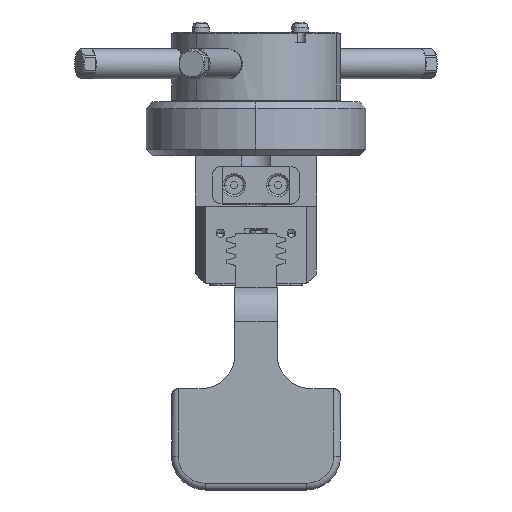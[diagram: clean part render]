
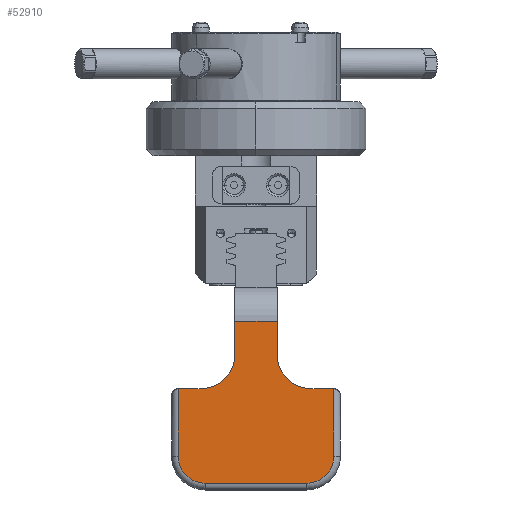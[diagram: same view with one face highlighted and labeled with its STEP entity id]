
A CAD part, left-side view. The second image highlights one B-rep face of the part: STEP entity #52910.
In plain terms, the highlighted face is planar.
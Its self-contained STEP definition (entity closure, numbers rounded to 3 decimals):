
#52140=CARTESIAN_POINT('Vertex',(121.25,6.25,50.)) ;
#52156=CARTESIAN_POINT('Vertex',(121.25,-6.25,50.)) ;
#52159=CARTESIAN_POINT('Line Origine',(121.25,0.,50.)) ;
#52564=CARTESIAN_POINT('Vertex',(121.25,6.25,40.)) ;
#52581=CARTESIAN_POINT('Line Origine',(121.25,6.25,45.)) ;
#52601=CARTESIAN_POINT('Line Origine',(121.25,-6.25,45.)) ;
#52605=CARTESIAN_POINT('Vertex',(121.25,-6.25,40.)) ;
#52687=CARTESIAN_POINT('Vertex',(121.25,-16.25,30.)) ;
#52690=CARTESIAN_POINT('Axis2P3D Location',(121.25,-16.25,40.)) ;
#52713=CARTESIAN_POINT('Vertex',(121.25,16.25,30.)) ;
#52730=CARTESIAN_POINT('Axis2P3D Location',(121.25,16.25,40.)) ;
#52844=CARTESIAN_POINT('Axis2P3D Location',(121.25,0.,60.)) ;
#52849=CARTESIAN_POINT('Line Origine',(121.25,19.625,30.)) ;
#52853=CARTESIAN_POINT('Vertex',(121.25,23.,30.)) ;
#52856=CARTESIAN_POINT('Line Origine',(121.25,-19.625,30.)) ;
#52860=CARTESIAN_POINT('Vertex',(121.25,-23.,30.)) ;
#52863=CARTESIAN_POINT('Line Origine',(121.25,-23.,20.)) ;
#52867=CARTESIAN_POINT('Vertex',(121.25,-23.,10.)) ;
#52870=CARTESIAN_POINT('Axis2P3D Location',(121.25,-15.,10.)) ;
#52874=CARTESIAN_POINT('Vertex',(121.25,-15.,2.)) ;
#52877=CARTESIAN_POINT('Line Origine',(121.25,0.,2.)) ;
#52881=CARTESIAN_POINT('Vertex',(121.25,15.,2.)) ;
#52884=CARTESIAN_POINT('Axis2P3D Location',(121.25,15.,10.)) ;
#52888=CARTESIAN_POINT('Vertex',(121.25,23.,10.)) ;
#52891=CARTESIAN_POINT('Line Origine',(121.25,23.,20.)) ;
#52160=DIRECTION('Vector Direction',(0.,1.,0.)) ;
#52582=DIRECTION('Vector Direction',(0.,0.,-1.)) ;
#52602=DIRECTION('Vector Direction',(0.,0.,-1.)) ;
#52691=DIRECTION('Axis2P3D Direction',(-1.,0.,0.)) ;
#52731=DIRECTION('Axis2P3D Direction',(-1.,0.,0.)) ;
#52845=DIRECTION('Axis2P3D Direction',(1.,0.,-0.)) ;
#52846=DIRECTION('Axis2P3D XDirection',(-0.,0.,-1.)) ;
#52850=DIRECTION('Vector Direction',(0.,-1.,0.)) ;
#52857=DIRECTION('Vector Direction',(0.,-1.,0.)) ;
#52864=DIRECTION('Vector Direction',(0.,0.,-1.)) ;
#52871=DIRECTION('Axis2P3D Direction',(1.,0.,-0.)) ;
#52878=DIRECTION('Vector Direction',(0.,-1.,0.)) ;
#52885=DIRECTION('Axis2P3D Direction',(1.,0.,-0.)) ;
#52892=DIRECTION('Vector Direction',(0.,0.,1.)) ;
#52692=AXIS2_PLACEMENT_3D('Circle Axis2P3D',#52690,#52691,$) ;
#52732=AXIS2_PLACEMENT_3D('Circle Axis2P3D',#52730,#52731,$) ;
#52847=AXIS2_PLACEMENT_3D('Plane Axis2P3D',#52844,#52845,#52846) ;
#52872=AXIS2_PLACEMENT_3D('Circle Axis2P3D',#52870,#52871,$) ;
#52886=AXIS2_PLACEMENT_3D('Circle Axis2P3D',#52884,#52885,$) ;
#52897=ORIENTED_EDGE('',*,*,#52855,.T.) ;
#52898=ORIENTED_EDGE('',*,*,#52734,.T.) ;
#52899=ORIENTED_EDGE('',*,*,#52585,.F.) ;
#52900=ORIENTED_EDGE('',*,*,#52163,.F.) ;
#52901=ORIENTED_EDGE('',*,*,#52607,.T.) ;
#52902=ORIENTED_EDGE('',*,*,#52694,.T.) ;
#52903=ORIENTED_EDGE('',*,*,#52862,.T.) ;
#52904=ORIENTED_EDGE('',*,*,#52869,.F.) ;
#52905=ORIENTED_EDGE('',*,*,#52876,.F.) ;
#52906=ORIENTED_EDGE('',*,*,#52883,.F.) ;
#52907=ORIENTED_EDGE('',*,*,#52890,.F.) ;
#52908=ORIENTED_EDGE('',*,*,#52895,.F.) ;
#52161=VECTOR('Line Direction',#52160,1.) ;
#52583=VECTOR('Line Direction',#52582,1.) ;
#52603=VECTOR('Line Direction',#52602,1.) ;
#52851=VECTOR('Line Direction',#52850,1.) ;
#52858=VECTOR('Line Direction',#52857,1.) ;
#52865=VECTOR('Line Direction',#52864,1.) ;
#52879=VECTOR('Line Direction',#52878,1.) ;
#52893=VECTOR('Line Direction',#52892,1.) ;
#52910=ADVANCED_FACE('PartBody',(#52909),#52848,.T.) ;
#52693=CIRCLE('generated circle',#52692,10.) ;
#52733=CIRCLE('generated circle',#52732,10.) ;
#52873=CIRCLE('generated circle',#52872,8.) ;
#52887=CIRCLE('generated circle',#52886,8.) ;
#52163=EDGE_CURVE('',#52157,#52141,#52162,.T.) ;
#52585=EDGE_CURVE('',#52141,#52565,#52584,.T.) ;
#52607=EDGE_CURVE('',#52157,#52606,#52604,.T.) ;
#52694=EDGE_CURVE('',#52606,#52688,#52693,.T.) ;
#52734=EDGE_CURVE('',#52714,#52565,#52733,.T.) ;
#52855=EDGE_CURVE('',#52854,#52714,#52852,.T.) ;
#52862=EDGE_CURVE('',#52688,#52861,#52859,.T.) ;
#52869=EDGE_CURVE('',#52868,#52861,#52866,.F.) ;
#52876=EDGE_CURVE('',#52875,#52868,#52873,.F.) ;
#52883=EDGE_CURVE('',#52882,#52875,#52880,.T.) ;
#52890=EDGE_CURVE('',#52889,#52882,#52887,.F.) ;
#52895=EDGE_CURVE('',#52854,#52889,#52894,.F.) ;
#52896=EDGE_LOOP('',(#52897,#52898,#52899,#52900,#52901,#52902,#52903,#52904,#52905,#52906,#52907,#52908)) ;
#52909=FACE_OUTER_BOUND('',#52896,.T.) ;
#52162=LINE('Line',#52159,#52161) ;
#52584=LINE('Line',#52581,#52583) ;
#52604=LINE('Line',#52601,#52603) ;
#52852=LINE('Line',#52849,#52851) ;
#52859=LINE('Line',#52856,#52858) ;
#52866=LINE('Line',#52863,#52865) ;
#52880=LINE('Line',#52877,#52879) ;
#52894=LINE('Line',#52891,#52893) ;
#52848=PLANE('',#52847) ;
#52141=VERTEX_POINT('',#52140) ;
#52157=VERTEX_POINT('',#52156) ;
#52565=VERTEX_POINT('',#52564) ;
#52606=VERTEX_POINT('',#52605) ;
#52688=VERTEX_POINT('',#52687) ;
#52714=VERTEX_POINT('',#52713) ;
#52854=VERTEX_POINT('',#52853) ;
#52861=VERTEX_POINT('',#52860) ;
#52868=VERTEX_POINT('',#52867) ;
#52875=VERTEX_POINT('',#52874) ;
#52882=VERTEX_POINT('',#52881) ;
#52889=VERTEX_POINT('',#52888) ;
